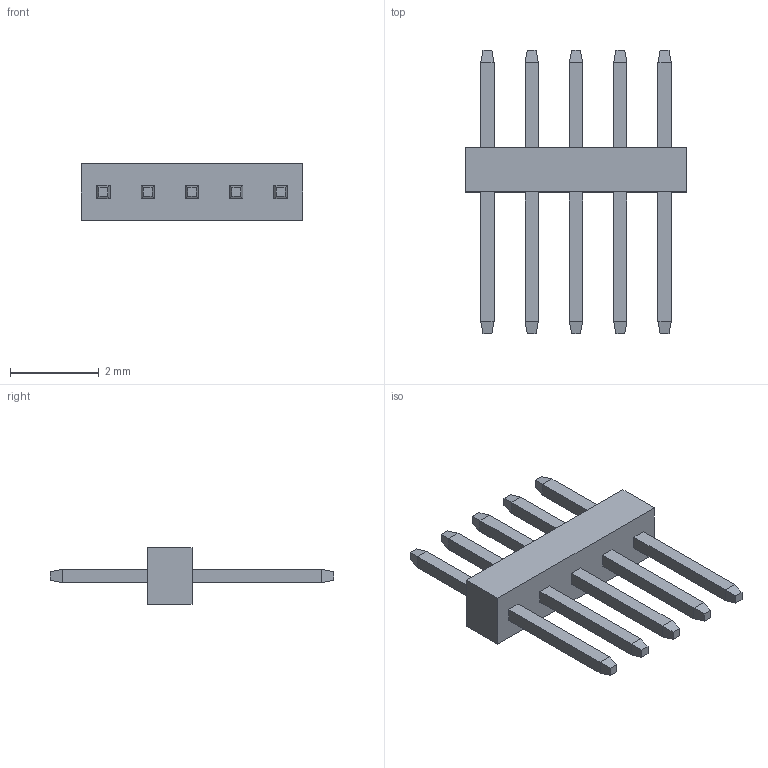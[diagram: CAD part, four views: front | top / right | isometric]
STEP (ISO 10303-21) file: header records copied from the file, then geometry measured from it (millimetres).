
FILE_DESCRIPTION (( 'STEP AP214' ), '1' );
FILE_NAME ('BC02005A02000300LG.STEP', '2024-02-04T18:03:18', ( '' ), ( '' ), 'SwSTEP 2.0', 'SolidWorks 2021', '' );
FILE_SCHEMA (( 'AUTOMOTIVE_DESIGN' ));
Length unit declared in the file: millimetre
Products named in the file (3): pin^BC020-xxxx; BC02005A02000300LG; Body^BC020-xxxx
Assembly tree (6 placements, depth 2):
  BC02005A02000300LG
    Body^BC020-xxxx
    pin^BC020-xxxx  x5
Bounding box: 5 x 6.4 x 1.27 mm (x, y, z)
Volume: 8.7 mm3; surface area: 68.6 mm2
Topology: 6 solids, 6 shells, 96 faces, 212 edges, 128 vertices
Faces by surface type: plane 96
Entity records: 1322 total; most frequent: CARTESIAN_POINT 213, ORIENTED_EDGE 200, DIRECTION 198, VECTOR 100, LINE 100, EDGE_CURVE 100, VERTEX_POINT 64, EDGE_LOOP 50
